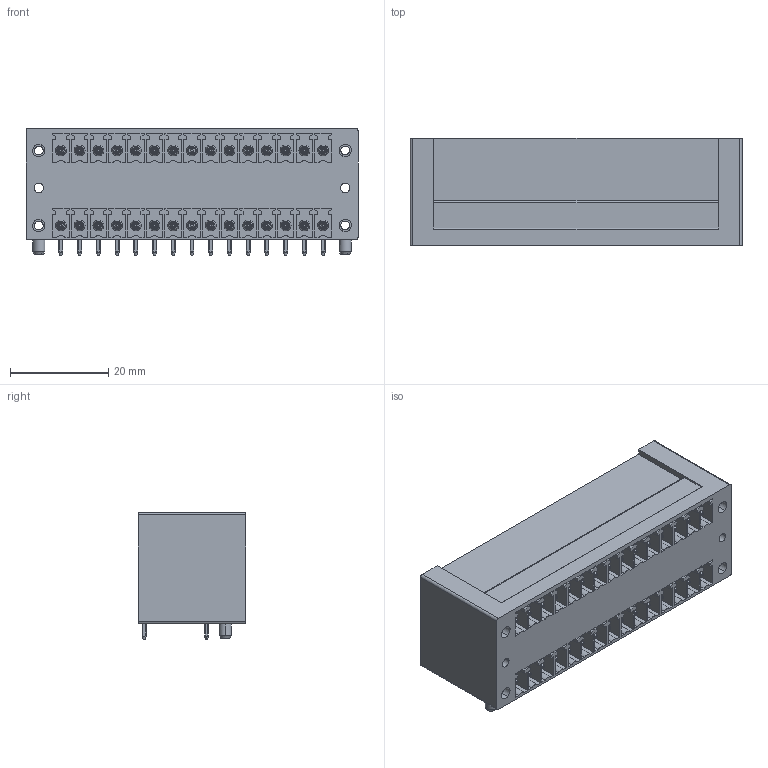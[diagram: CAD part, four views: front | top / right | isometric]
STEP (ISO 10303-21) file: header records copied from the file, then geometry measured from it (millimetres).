
FILE_DESCRIPTION(('CATIA V5 STEP Exchange','CAx-IF Rec.Pracs.--- Model Styling and Organization---1.2---2011-12-15'),'2;1');
FILE_NAME ('D1460806_0', '2018-09-29T07:46:16+00:00', ('none'), ('Weidmueller'), 'CATIA Version 5-6 Release 2014', 'CATIA V5 STEP AP214', 'none');
FILE_SCHEMA(('AUTOMOTIVE_DESIGN { 1 0 10303 214 1 1 1 1 }'));
Products named in the file (1): 1973390000
Bounding box: 67.54 x 21.9 x 25.9 mm (x, y, z)
Volume: 28679.7 mm3; surface area: 16264.1 mm2
Topology: 33 solids, 33 shells, 1974 faces, 5382 edges, 3538 vertices
Faces by surface type: plane 1250, cylinder 480, cone 184, torus 60
Entity records: 59952 total; most frequent: CARTESIAN_POINT 16492, ORIENTED_EDGE 10764, DIRECTION 6034, EDGE_CURVE 5382, VECTOR 3694, LINE 3694, VERTEX_POINT 3538, EDGE_LOOP 2110
